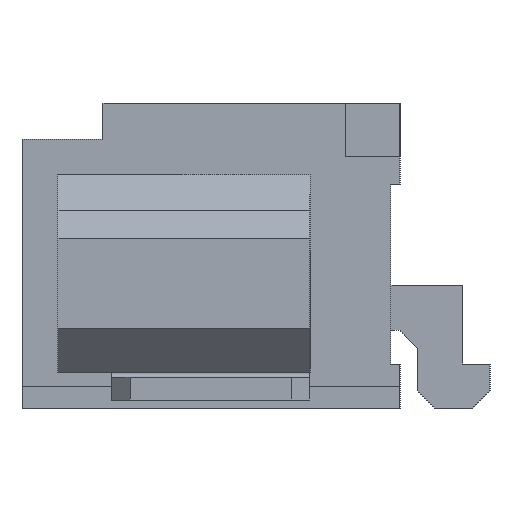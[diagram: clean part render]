
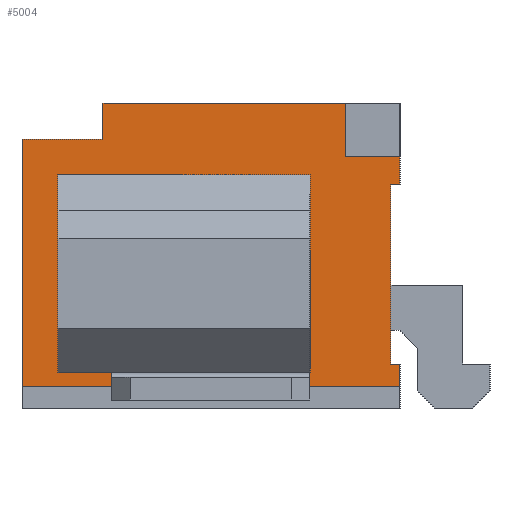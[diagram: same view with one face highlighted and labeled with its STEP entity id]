
A CAD part, left-side view. The second image highlights one B-rep face of the part: STEP entity #5004.
In plain terms, the highlighted planar face has unit normal (-1, 0, 0).
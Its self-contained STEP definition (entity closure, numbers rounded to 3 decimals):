
#69=DIRECTION('',(0.,0.,1.));
#70=VECTOR('',#69,0.25);
#71=CARTESIAN_POINT('',(-5.875,-2.1,-1.45));
#72=LINE('',#71,#70);
#189=DIRECTION('',(0.,0.,1.));
#190=VECTOR('',#189,0.3);
#191=CARTESIAN_POINT('',(-5.875,-2.1,0.8));
#192=LINE('',#191,#190);
#193=DIRECTION('',(0.,0.,1.));
#194=VECTOR('',#193,2.2);
#195=CARTESIAN_POINT('',(-5.875,-1.1,-1.3));
#196=LINE('',#195,#194);
#197=DIRECTION('',(0.,-1.,0.));
#198=VECTOR('',#197,2.8);
#199=CARTESIAN_POINT('',(-5.875,1.7,0.9));
#200=LINE('',#199,#198);
#201=DIRECTION('',(0.,0.,1.));
#202=VECTOR('',#201,2.2);
#203=CARTESIAN_POINT('',(-5.875,1.7,-1.3));
#204=LINE('',#203,#202);
#205=DIRECTION('',(0.,-1.,0.));
#206=VECTOR('',#205,2.8);
#207=CARTESIAN_POINT('',(-5.875,1.7,-1.3));
#208=LINE('',#207,#206);
#209=DIRECTION('',(0.,1.,0.));
#210=VECTOR('',#209,0.6);
#211=CARTESIAN_POINT('',(-5.875,-2.1,1.1));
#212=LINE('',#211,#210);
#213=DIRECTION('',(0.,1.,0.));
#214=VECTOR('',#213,0.1);
#215=CARTESIAN_POINT('',(-5.875,-2.1,0.8));
#216=LINE('',#215,#214);
#217=DIRECTION('',(0.,0.,1.));
#218=VECTOR('',#217,2.);
#219=CARTESIAN_POINT('',(-5.875,-2.,-1.2));
#220=LINE('',#219,#218);
#221=DIRECTION('',(0.,1.,0.));
#222=VECTOR('',#221,0.1);
#223=CARTESIAN_POINT('',(-5.875,-2.1,-1.2));
#224=LINE('',#223,#222);
#225=DIRECTION('',(0.,-1.,0.));
#226=VECTOR('',#225,4.2);
#227=CARTESIAN_POINT('',(-5.875,2.1,-1.45));
#228=LINE('',#227,#226);
#229=DIRECTION('',(0.,0.,1.));
#230=VECTOR('',#229,2.75);
#231=CARTESIAN_POINT('',(-5.875,2.1,-1.45));
#232=LINE('',#231,#230);
#233=DIRECTION('',(0.,-1.,0.));
#234=VECTOR('',#233,0.9);
#235=CARTESIAN_POINT('',(-5.875,2.1,1.3));
#236=LINE('',#235,#234);
#237=DIRECTION('',(0.,0.,-1.));
#238=VECTOR('',#237,0.4);
#239=CARTESIAN_POINT('',(-5.875,1.2,1.7));
#240=LINE('',#239,#238);
#241=DIRECTION('',(0.,0.,-1.));
#242=VECTOR('',#241,0.6);
#243=CARTESIAN_POINT('',(-5.875,-1.5,1.7));
#244=LINE('',#243,#242);
#1062=DIRECTION('',(0.,-1.,0.));
#1063=VECTOR('',#1062,2.7);
#1064=CARTESIAN_POINT('',(-5.875,1.2,1.7));
#1065=LINE('',#1064,#1063);
#3651=CARTESIAN_POINT('',(-5.875,1.2,1.7));
#3653=VERTEX_POINT('',#3651);
#3663=CARTESIAN_POINT('',(-5.875,2.1,1.3));
#3664=CARTESIAN_POINT('',(-5.875,1.2,1.3));
#3665=VERTEX_POINT('',#3663);
#3666=VERTEX_POINT('',#3664);
#3715=CARTESIAN_POINT('',(-5.875,-1.1,-1.3));
#3716=CARTESIAN_POINT('',(-5.875,-1.1,0.9));
#3717=VERTEX_POINT('',#3715);
#3718=VERTEX_POINT('',#3716);
#3719=CARTESIAN_POINT('',(-5.875,1.7,0.9));
#3720=VERTEX_POINT('',#3719);
#3721=CARTESIAN_POINT('',(-5.875,1.7,-1.3));
#3722=VERTEX_POINT('',#3721);
#3949=CARTESIAN_POINT('',(-5.875,-2.1,-1.2));
#3950=CARTESIAN_POINT('',(-5.875,-2.,-1.2));
#3951=VERTEX_POINT('',#3949);
#3952=VERTEX_POINT('',#3950);
#3953=CARTESIAN_POINT('',(-5.875,-2.,0.8));
#3954=VERTEX_POINT('',#3953);
#3955=CARTESIAN_POINT('',(-5.875,-2.1,0.8));
#3956=VERTEX_POINT('',#3955);
#4055=CARTESIAN_POINT('',(-5.875,-1.5,1.7));
#4056=VERTEX_POINT('',#4055);
#4057=CARTESIAN_POINT('',(-5.875,-2.1,1.1));
#4058=CARTESIAN_POINT('',(-5.875,-1.5,1.1));
#4059=VERTEX_POINT('',#4057);
#4060=VERTEX_POINT('',#4058);
#4413=CARTESIAN_POINT('',(-5.875,2.1,-1.45));
#4414=CARTESIAN_POINT('',(-5.875,-2.1,-1.45));
#4415=VERTEX_POINT('',#4413);
#4416=VERTEX_POINT('',#4414);
#4966=CARTESIAN_POINT('',(-5.875,2.1,-1.7));
#4967=DIRECTION('',(-1.,0.,0.));
#4968=DIRECTION('',(0.,-1.,0.));
#4969=AXIS2_PLACEMENT_3D('',#4966,#4967,#4968);
#4970=PLANE('',#4969);
#4972=ORIENTED_EDGE('',*,*,#4971,.F.);
#4973=ORIENTED_EDGE('',*,*,#4946,.F.);
#4975=ORIENTED_EDGE('',*,*,#4974,.T.);
#4977=ORIENTED_EDGE('',*,*,#4976,.F.);
#4978=ORIENTED_EDGE('',*,*,#4956,.F.);
#4979=ORIENTED_EDGE('',*,*,#4858,.F.);
#4981=ORIENTED_EDGE('',*,*,#4980,.F.);
#4983=ORIENTED_EDGE('',*,*,#4982,.T.);
#4985=ORIENTED_EDGE('',*,*,#4984,.T.);
#4987=ORIENTED_EDGE('',*,*,#4986,.F.);
#4989=ORIENTED_EDGE('',*,*,#4988,.T.);
#4991=ORIENTED_EDGE('',*,*,#4990,.T.);
#4992=EDGE_LOOP('',(#4972,#4973,#4975,#4977,#4978,#4979,#4981,#4983,#4985,#4987,
#4989,#4991));
#4993=FACE_OUTER_BOUND('',#4992,.F.);
#4995=ORIENTED_EDGE('',*,*,#4994,.T.);
#4997=ORIENTED_EDGE('',*,*,#4996,.F.);
#4999=ORIENTED_EDGE('',*,*,#4998,.F.);
#5001=ORIENTED_EDGE('',*,*,#5000,.T.);
#5002=EDGE_LOOP('',(#4995,#4997,#4999,#5001));
#5003=FACE_BOUND('',#5002,.F.);
#5004=ADVANCED_FACE('',(#4993,#5003),#4970,.T.);
#4858=EDGE_CURVE('',#4416,#3951,#72,.T.);
#4946=EDGE_CURVE('',#3956,#4059,#192,.T.);
#4956=EDGE_CURVE('',#3951,#3952,#224,.T.);
#4971=EDGE_CURVE('',#4059,#4060,#212,.T.);
#4974=EDGE_CURVE('',#3956,#3954,#216,.T.);
#4976=EDGE_CURVE('',#3952,#3954,#220,.T.);
#4980=EDGE_CURVE('',#4415,#4416,#228,.T.);
#4982=EDGE_CURVE('',#4415,#3665,#232,.T.);
#4984=EDGE_CURVE('',#3665,#3666,#236,.T.);
#4986=EDGE_CURVE('',#3653,#3666,#240,.T.);
#4988=EDGE_CURVE('',#3653,#4056,#1065,.T.);
#4990=EDGE_CURVE('',#4056,#4060,#244,.T.);
#4994=EDGE_CURVE('',#3717,#3718,#196,.T.);
#4996=EDGE_CURVE('',#3720,#3718,#200,.T.);
#4998=EDGE_CURVE('',#3722,#3720,#204,.T.);
#5000=EDGE_CURVE('',#3722,#3717,#208,.T.);
